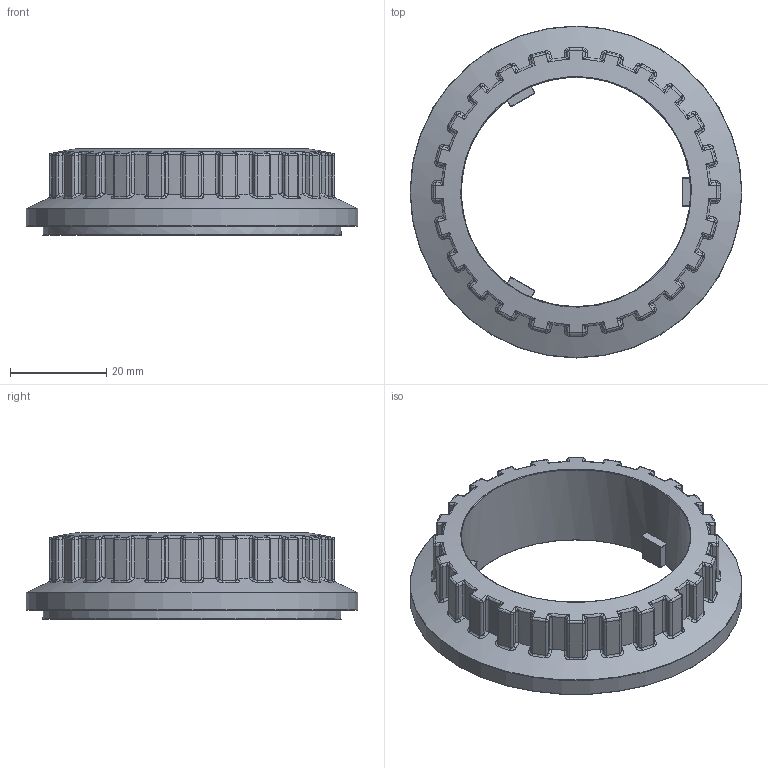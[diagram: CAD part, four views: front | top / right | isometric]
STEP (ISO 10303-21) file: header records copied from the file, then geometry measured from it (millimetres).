
FILE_DESCRIPTION(/* description */ (''),/* implementation_level */ '2;1');
FILE_NAME(/* name */ 'Knob.step',/* time_stamp */ '2023-08-01T19:20:41+01:00',/* author */ (''),/* organization */ (''),/* preprocessor_version */ 'ST-DEVELOPER v20',/* originating_system */ 'Autodesk Translation Framework v12.9.0.99',/* authorisation */ '');
FILE_SCHEMA (('AUTOMOTIVE_DESIGN { 1 0 10303 214 3 1 1 }'));
Length unit declared in the file: millimetre
Products named in the file (1): Knob
Bounding box: 69 x 69 x 18.02 mm (x, y, z)
Volume: 21064 mm3; surface area: 10083.4 mm2
Topology: 1 solids, 1 shells, 626 faces, 1485 edges, 813 vertices
Faces by surface type: bspline 288, cylinder 153, plane 92, sphere 60, torus 31, cone 2
Full cylindrical faces by diameter (mm): 47.7 x1, 62 x1, 69 x1
Entity records: 24683 total; most frequent: CARTESIAN_POINT 12576, ORIENTED_EDGE 2874, DIRECTION 1911, EDGE_CURVE 1437, AXIS2_PLACEMENT_3D 821, VERTEX_POINT 813, B_SPLINE_CURVE_WITH_KNOTS 686, EDGE_LOOP 628
